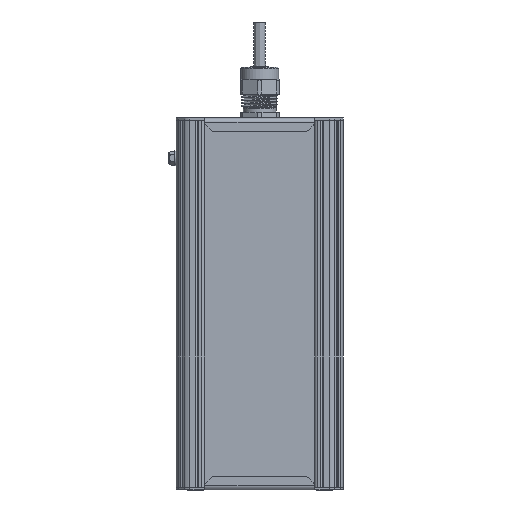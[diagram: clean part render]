
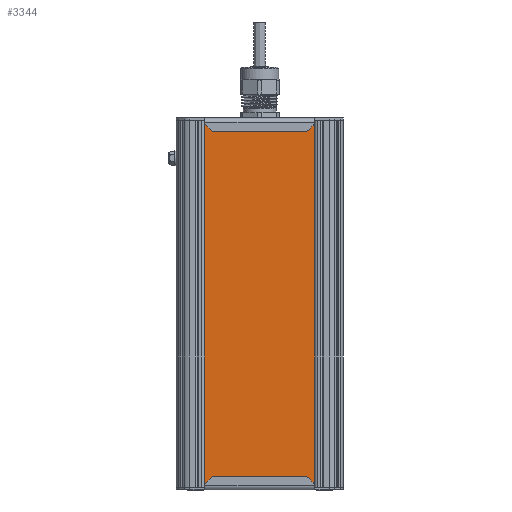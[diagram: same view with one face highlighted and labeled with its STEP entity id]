
A CAD part, front view. The second image highlights one B-rep face of the part: STEP entity #3344.
In plain terms, the highlighted face is planar.
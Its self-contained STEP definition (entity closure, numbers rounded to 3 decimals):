
#3344=ADVANCED_FACE('',(#12366),#12368,.T.);
#12366=FACE_BOUND('',#12367,.T.);
#12367=EDGE_LOOP('',(#39452,#39453,#39454,#39455));
#12368=PLANE('',#12369);
#12369=AXIS2_PLACEMENT_3D('',#12370,#12371,#12372);
#12370=CARTESIAN_POINT('',(120.465,593.492,117.308));
#12371=DIRECTION('',(0.,0.,-1.));
#12372=DIRECTION('',(0.,1.,0.));
#39452=ORIENTED_EDGE('',*,*,#45048,.T.);
#39453=ORIENTED_EDGE('',*,*,#45047,.F.);
#39454=ORIENTED_EDGE('',*,*,#45049,.T.);
#39455=ORIENTED_EDGE('',*,*,#45050,.T.);
#45047=EDGE_CURVE('',#48919,#48917,#48921,.T.);
#45048=EDGE_CURVE('',#48922,#48917,#48923,.T.);
#45049=EDGE_CURVE('',#48919,#48924,#48925,.T.);
#45050=EDGE_CURVE('',#48924,#48922,#48926,.T.);
#48917=VERTEX_POINT('',#60206);
#48919=VERTEX_POINT('',#60210);
#48921=LINE('',#60214,#60215);
#48922=VERTEX_POINT('',#60217);
#48923=LINE('',#60218,#60219);
#48924=VERTEX_POINT('',#60221);
#48925=LINE('',#60222,#60223);
#48926=LINE('',#60225,#60226);
#60206=CARTESIAN_POINT('',(366.465,593.492,117.308));
#60210=CARTESIAN_POINT('',(120.465,593.492,117.308));
#60214=CARTESIAN_POINT('',(120.465,593.492,117.308));
#60215=VECTOR('',#60216,1.);
#60216=DIRECTION('',(1.,0.,0.));
#60217=CARTESIAN_POINT('',(366.465,679.838,117.308));
#60218=CARTESIAN_POINT('',(366.465,679.838,117.308));
#60219=VECTOR('',#60220,1.);
#60220=DIRECTION('',(0.,-1.,0.));
#60221=CARTESIAN_POINT('',(120.465,679.838,117.308));
#60222=CARTESIAN_POINT('',(120.465,593.492,117.308));
#60223=VECTOR('',#60224,1.);
#60224=DIRECTION('',(0.,1.,0.));
#60225=CARTESIAN_POINT('',(120.465,679.838,117.308));
#60226=VECTOR('',#60227,1.);
#60227=DIRECTION('',(1.,0.,0.));
